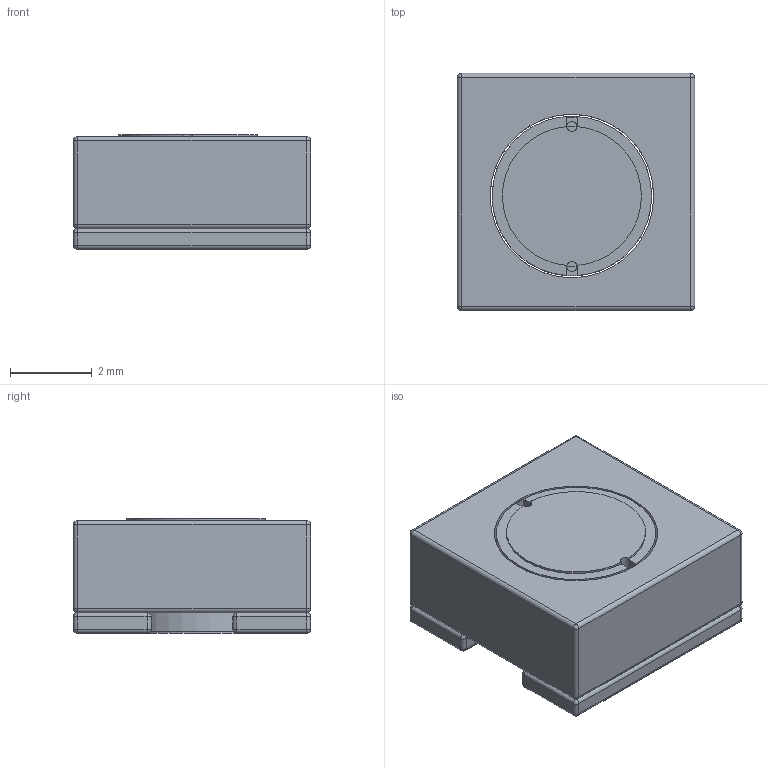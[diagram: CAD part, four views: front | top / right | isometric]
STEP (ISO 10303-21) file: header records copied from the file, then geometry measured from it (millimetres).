
FILE_DESCRIPTION(('FreeCAD Model'),'2;1');
FILE_NAME('Bourns5028.step', '2015-05-23T14:05:12',('FreeCAD'),('FreeCAD'), 'Open CASCADE STEP processor 6.7','FreeCAD','Unknown');
FILE_SCHEMA(('AUTOMOTIVE_DESIGN_CC2 { 1 2 10303 214 -1 1 5 4 }'));
Length unit declared in the file: millimetre
Products named in the file (4): Fillet; Fillet002; Cut005; Fillet003
Bounding box: 5.8 x 5.8 x 2.8 mm (x, y, z)
Volume: 88.8 mm3; surface area: 226.4 mm2
Topology: 4 solids, 4 shells, 125 faces, 277 edges, 129 vertices
Faces by surface type: cylinder 54, plane 35, sphere 32, torus 4
Full cylindrical faces by diameter (mm): 3.4 x1, 3.9 x1, 4 x1
Entity records: 6239 total; most frequent: CARTESIAN_POINT 1140, DIRECTION 966, ORIENTED_EDGE 490, PCURVE 490, DEFINITIONAL_REPRESENTATION 490, LINE 425, VECTOR 425, AXIS2_PLACEMENT_3D 255
